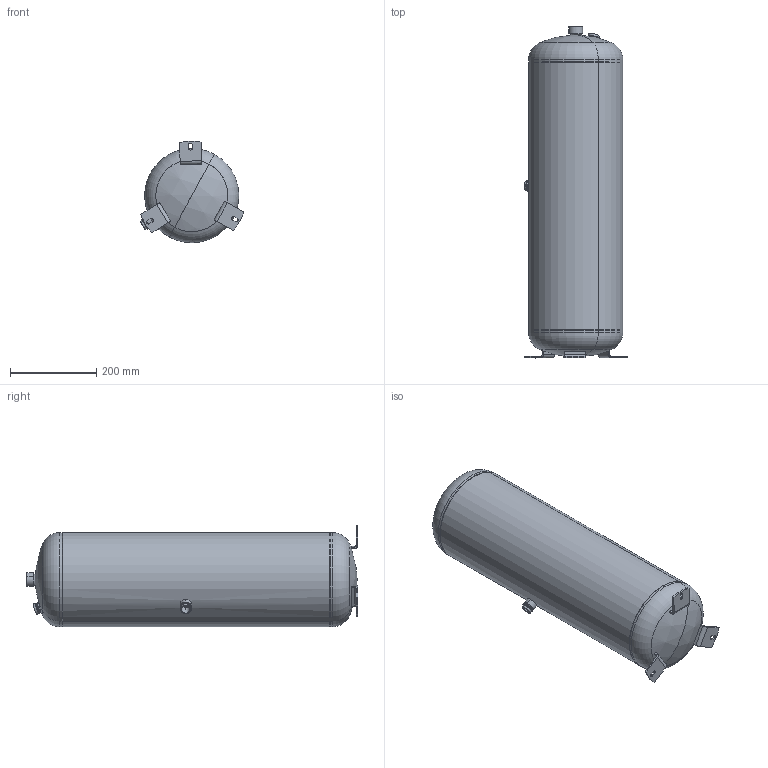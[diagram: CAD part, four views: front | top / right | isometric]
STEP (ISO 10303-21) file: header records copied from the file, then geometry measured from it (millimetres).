
FILE_DESCRIPTION((''),'2;1');
FILE_NAME('118U6015_ASM','2023-04-04T08:25:18',('U375483'),('DANFOSS COMMERCIAL COMPRESSOR'),'CREO PARAMETRIC BY PTC INC, 2022124','CREO PARAMETRIC BY PTC INC, 2022124','');
FILE_SCHEMA(('CONFIG_CONTROL_DESIGN'));
Length unit declared in the file: millimetre
Products named in the file (8): CIRPATTERN2_1__1; REVOLVE4_1; CIRPATTERN2_2__1; CUT-EXTRUDE7; REVOLVE5_1; CUT-EXTRUDE8_1; 118U6015_1_ASM; 118U6015_ASM
Assembly tree (7 placements, depth 3):
  118U6015_ASM
    118U6015_1_ASM
      CIRPATTERN2_1__1
      REVOLVE4_1
      CIRPATTERN2_2__1
      CUT-EXTRUDE7
      REVOLVE5_1
      CUT-EXTRUDE8_1
Bounding box: 240.68 x 771.26 x 235.92 mm (x, y, z)
Volume: 2423610.5 mm3; surface area: 1180721.7 mm2
Topology: 6 solids, 6 shells, 139 faces, 323 edges, 204 vertices
Faces by surface type: cylinder 60, plane 39, torus 24, cone 8, sphere 8
Entity records: 4352 total; most frequent: CARTESIAN_POINT 814, DIRECTION 811, ORIENTED_EDGE 646, AXIS2_PLACEMENT_3D 340, EDGE_CURVE 323, VERTEX_POINT 204, CIRCLE 180, EDGE_LOOP 161
